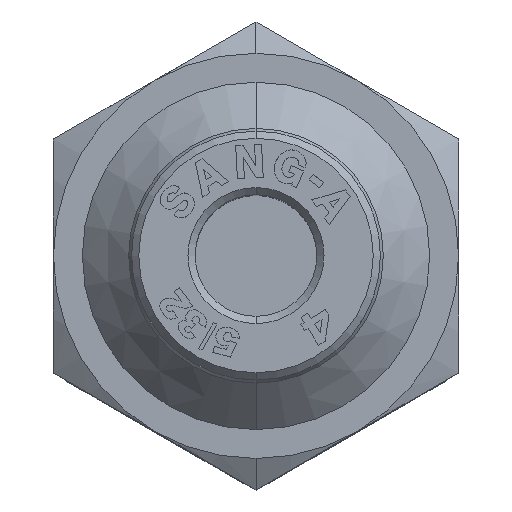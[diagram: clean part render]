
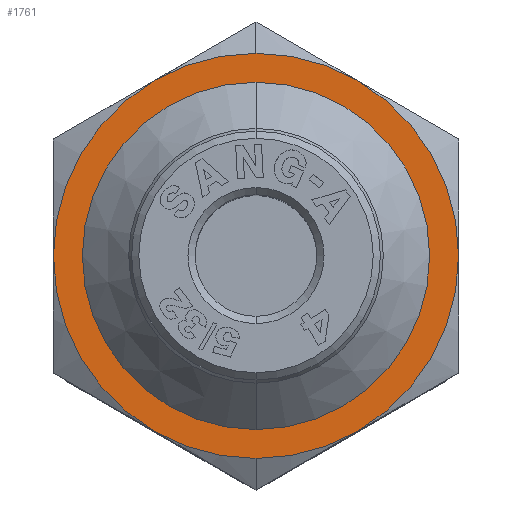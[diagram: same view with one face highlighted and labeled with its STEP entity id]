
A CAD part, top view. The second image highlights one B-rep face of the part: STEP entity #1761.
In plain terms, the highlighted planar face has unit normal (0, 0, 1).
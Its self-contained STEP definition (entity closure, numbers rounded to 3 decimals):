
#535=CARTESIAN_POINT('',(-6.0,0.,7.05));
#536=VERTEX_POINT('',#535);
#543=CARTESIAN_POINT('',(6.0,0.,7.05));
#544=VERTEX_POINT('',#543);
#545=CARTESIAN_POINT('',(0.0,0.,7.05));
#546=DIRECTION('',(0.0,0.0,1.0));
#547=DIRECTION('',(-1.0,0.0,0.0));
#548=AXIS2_PLACEMENT_3D('',#545,#546,#547);
#549=CIRCLE('',#548,6.0);
#550=EDGE_CURVE('',#536,#544,#549,.T.);
#1617=CARTESIAN_POINT('',(7.,0.,7.05));
#1618=VERTEX_POINT('',#1617);
#1627=CARTESIAN_POINT('',(6.062,-3.5,7.05));
#1628=VERTEX_POINT('',#1627);
#1629=CARTESIAN_POINT('',(0.,0.,7.05));
#1630=DIRECTION('',(0.0,0.0,1.0));
#1631=DIRECTION('',(-1.0,0.0,0.0));
#1632=AXIS2_PLACEMENT_3D('',#1629,#1630,#1631);
#1633=CIRCLE('',#1632,7.);
#1634=EDGE_CURVE('',#1628,#1618,#1633,.T.);
#1659=CARTESIAN_POINT('',(-7.,0.,7.05));
#1660=VERTEX_POINT('',#1659);
#1667=CARTESIAN_POINT('',(-6.062,-3.5,7.05));
#1668=VERTEX_POINT('',#1667);
#1682=CARTESIAN_POINT('',(0.,0.,7.05));
#1683=DIRECTION('',(0.0,0.0,1.0));
#1684=DIRECTION('',(-1.0,0.0,0.0));
#1685=AXIS2_PLACEMENT_3D('',#1682,#1683,#1684);
#1686=CIRCLE('',#1685,7.);
#1687=EDGE_CURVE('',#1660,#1668,#1686,.T.);
#1692=CARTESIAN_POINT('',(0.,0.,7.05));
#1693=DIRECTION('',(0.0,0.0,-1.0));
#1694=DIRECTION('',(1.0,0.0,0.0));
#1695=AXIS2_PLACEMENT_3D('',#1692,#1693,#1694);
#1696=PLANE('',#1695);
#1697=CARTESIAN_POINT('',(0.,-7.,7.05));
#1698=VERTEX_POINT('',#1697);
#1699=CARTESIAN_POINT('',(0.,0.,7.05));
#1700=DIRECTION('',(0.0,0.0,1.0));
#1701=DIRECTION('',(-1.0,0.0,0.0));
#1702=AXIS2_PLACEMENT_3D('',#1699,#1700,#1701);
#1703=CIRCLE('',#1702,7.);
#1704=EDGE_CURVE('',#1668,#1698,#1703,.T.);
#1705=ORIENTED_EDGE('',*,*,#1704,.T.);
#1706=CARTESIAN_POINT('',(0.,0.,7.05));
#1707=DIRECTION('',(0.0,0.0,1.0));
#1708=DIRECTION('',(-1.0,0.0,0.0));
#1709=AXIS2_PLACEMENT_3D('',#1706,#1707,#1708);
#1710=CIRCLE('',#1709,7.);
#1711=EDGE_CURVE('',#1698,#1628,#1710,.T.);
#1712=ORIENTED_EDGE('',*,*,#1711,.T.);
#1713=ORIENTED_EDGE('',*,*,#1634,.T.);
#1714=CARTESIAN_POINT('',(6.062,3.5,7.05));
#1715=VERTEX_POINT('',#1714);
#1716=CARTESIAN_POINT('',(0.,0.,7.05));
#1717=DIRECTION('',(0.0,0.0,1.0));
#1718=DIRECTION('',(-1.0,0.0,0.0));
#1719=AXIS2_PLACEMENT_3D('',#1716,#1717,#1718);
#1720=CIRCLE('',#1719,7.);
#1721=EDGE_CURVE('',#1618,#1715,#1720,.T.);
#1722=ORIENTED_EDGE('',*,*,#1721,.T.);
#1723=CARTESIAN_POINT('',(0.,7.,7.05));
#1724=VERTEX_POINT('',#1723);
#1725=CARTESIAN_POINT('',(0.,0.,7.05));
#1726=DIRECTION('',(0.0,0.0,1.0));
#1727=DIRECTION('',(-1.0,0.0,0.0));
#1728=AXIS2_PLACEMENT_3D('',#1725,#1726,#1727);
#1729=CIRCLE('',#1728,7.);
#1730=EDGE_CURVE('',#1715,#1724,#1729,.T.);
#1731=ORIENTED_EDGE('',*,*,#1730,.T.);
#1732=CARTESIAN_POINT('',(-6.062,3.5,7.05));
#1733=VERTEX_POINT('',#1732);
#1734=CARTESIAN_POINT('',(0.,0.,7.05));
#1735=DIRECTION('',(0.0,0.0,1.0));
#1736=DIRECTION('',(-1.0,0.0,0.0));
#1737=AXIS2_PLACEMENT_3D('',#1734,#1735,#1736);
#1738=CIRCLE('',#1737,7.);
#1739=EDGE_CURVE('',#1724,#1733,#1738,.T.);
#1740=ORIENTED_EDGE('',*,*,#1739,.T.);
#1741=CARTESIAN_POINT('',(0.,0.,7.05));
#1742=DIRECTION('',(0.0,0.0,1.0));
#1743=DIRECTION('',(-1.0,0.0,0.0));
#1744=AXIS2_PLACEMENT_3D('',#1741,#1742,#1743);
#1745=CIRCLE('',#1744,7.);
#1746=EDGE_CURVE('',#1733,#1660,#1745,.T.);
#1747=ORIENTED_EDGE('',*,*,#1746,.T.);
#1748=ORIENTED_EDGE('',*,*,#1687,.T.);
#1749=EDGE_LOOP('',(#1705,#1712,#1713,#1722,#1731,#1740,#1747,#1748));
#1750=FACE_OUTER_BOUND('',#1749,.T.);
#1751=ORIENTED_EDGE('',*,*,#550,.F.);
#1752=CARTESIAN_POINT('',(0.0,0.,7.05));
#1753=DIRECTION('',(0.0,0.0,1.0));
#1754=DIRECTION('',(-1.0,0.0,0.0));
#1755=AXIS2_PLACEMENT_3D('',#1752,#1753,#1754);
#1756=CIRCLE('',#1755,6.0);
#1757=EDGE_CURVE('',#544,#536,#1756,.T.);
#1758=ORIENTED_EDGE('',*,*,#1757,.F.);
#1759=EDGE_LOOP('',(#1751,#1758));
#1760=FACE_BOUND('',#1759,.T.);
#1761=ADVANCED_FACE('',(#1750,#1760),#1696,.F.);
